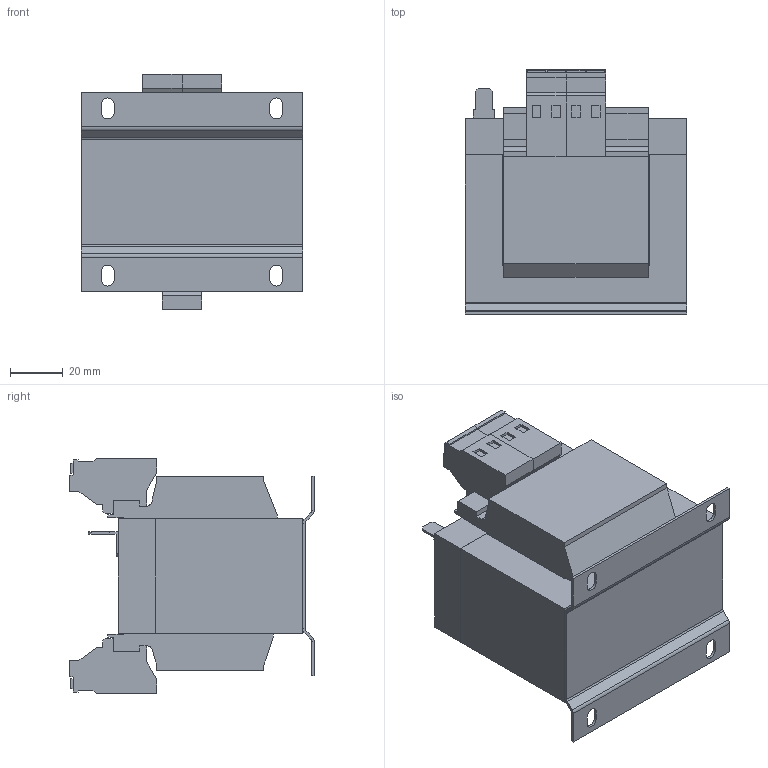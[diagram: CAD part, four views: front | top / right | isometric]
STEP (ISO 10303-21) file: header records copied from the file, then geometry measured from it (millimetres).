
FILE_DESCRIPTION (( 'STEP AP214' ), '1' );
FILE_NAME ('222929.STEP', '2020-06-22T05:46:08', ( '' ), ( '' ), 'SwSTEP 2.0', 'SolidWorks 2018', '' );
FILE_SCHEMA (( 'AUTOMOTIVE_DESIGN' ));
Length unit declared in the file: millimetre
Products named in the file (1): 222929
Bounding box: 84 x 92.9 x 89.4 mm (x, y, z)
Volume: 364925.8 mm3; surface area: 60379 mm2
Topology: 1 solids, 1 shells, 280 faces, 715 edges, 454 vertices
Faces by surface type: plane 246, cylinder 34
Entity records: 8552 total; most frequent: CARTESIAN_POINT 1450, ORIENTED_EDGE 1430, DIRECTION 1345, EDGE_CURVE 715, VECTOR 647, LINE 647, VERTEX_POINT 454, AXIS2_PLACEMENT_3D 349
